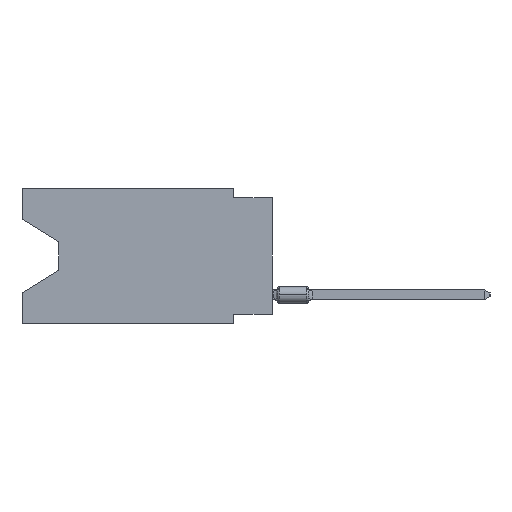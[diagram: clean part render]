
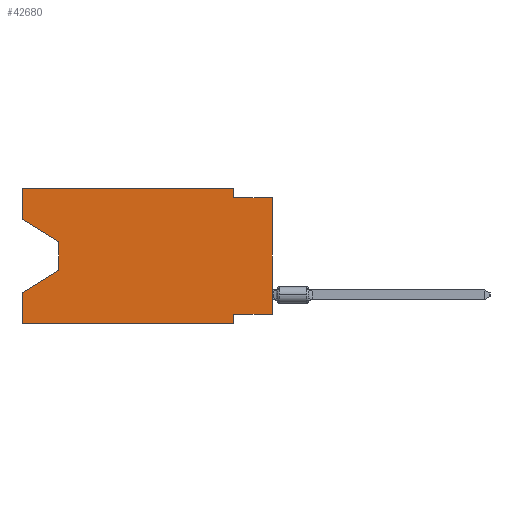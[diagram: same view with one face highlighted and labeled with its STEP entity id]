
A CAD part, left-side view. The second image highlights one B-rep face of the part: STEP entity #42680.
In plain terms, the highlighted planar face has unit normal (-1, 0, 0).
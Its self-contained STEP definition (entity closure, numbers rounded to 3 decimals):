
#71 = ORIENTED_EDGE ( 'NONE', *, *, #788, .F. ) ;
#788 = EDGE_CURVE ( 'NONE', #15147, #33457, #20028, .T. ) ;
#1055 = ORIENTED_EDGE ( 'NONE', *, *, #6640, .F. ) ;
#1256 = ORIENTED_EDGE ( 'NONE', *, *, #61949, .T. ) ;
#1394 = LINE ( 'NONE', #56850, #9525 ) ;
#1980 = AXIS2_PLACEMENT_3D ( 'NONE', #27084, #37508, #12706 ) ;
#2954 = VERTEX_POINT ( 'NONE', #40824 ) ;
#3136 = DIRECTION ( 'NONE',  ( 0., 0.855, -0.519 ) ) ;
#4147 = EDGE_CURVE ( 'NONE', #33457, #61455, #8135, .T. ) ;
#5444 = VERTEX_POINT ( 'NONE', #14147 ) ;
#6595 = CARTESIAN_POINT ( 'NONE',  ( 0., 16.383, 0. ) ) ;
#6640 = EDGE_CURVE ( 'NONE', #61455, #2954, #53634, .T. ) ;
#7266 = CARTESIAN_POINT ( 'NONE',  ( 0., 0., -8.255 ) ) ;
#7660 = LINE ( 'NONE', #56617, #26027 ) ;
#7913 = CARTESIAN_POINT ( 'NONE',  ( 0., 13.97, -3.505 ) ) ;
#8135 = LINE ( 'NONE', #9091, #28551 ) ;
#9091 = CARTESIAN_POINT ( 'NONE',  ( 0., 16.383, 0. ) ) ;
#9525 = VECTOR ( 'NONE', #26525, 1000. ) ;
#10053 = VECTOR ( 'NONE', #33670, 1000. ) ;
#10442 = DIRECTION ( 'NONE',  ( 0., -0.855, -0.519 ) ) ;
#10848 = LINE ( 'NONE', #6595, #52175 ) ;
#12334 = ORIENTED_EDGE ( 'NONE', *, *, #29431, .F. ) ;
#12706 = DIRECTION ( 'NONE',  ( 0., 0., -1. ) ) ;
#12717 = VECTOR ( 'NONE', #20672, 1000. ) ;
#14147 = CARTESIAN_POINT ( 'NONE',  ( 0., 2.54, -8.255 ) ) ;
#14989 = ORIENTED_EDGE ( 'NONE', *, *, #37926, .T. ) ;
#15023 = LINE ( 'NONE', #24500, #48110 ) ;
#15147 = VERTEX_POINT ( 'NONE', #34149 ) ;
#15788 = CARTESIAN_POINT ( 'NONE',  ( 0., 16.383, 0. ) ) ;
#17124 = DIRECTION ( 'NONE',  ( 0., 0., 1. ) ) ;
#17180 = CARTESIAN_POINT ( 'NONE',  ( 0., 13.97, -5.385 ) ) ;
#17927 = PLANE ( 'NONE',  #1980 ) ;
#18168 = CARTESIAN_POINT ( 'NONE',  ( 0., 0., -8.255 ) ) ;
#18345 = CARTESIAN_POINT ( 'NONE',  ( 0., 0., -0.635 ) ) ;
#19273 = ORIENTED_EDGE ( 'NONE', *, *, #28750, .T. ) ;
#20028 = LINE ( 'NONE', #15788, #12717 ) ;
#20476 = VERTEX_POINT ( 'NONE', #33486 ) ;
#20672 = DIRECTION ( 'NONE',  ( 0., 0., 1. ) ) ;
#22078 = LINE ( 'NONE', #17180, #27234 ) ;
#22331 = VERTEX_POINT ( 'NONE', #61420 ) ;
#24486 = CARTESIAN_POINT ( 'NONE',  ( 0., 2.54, 0. ) ) ;
#24500 = CARTESIAN_POINT ( 'NONE',  ( 0., 16.383, -2.038 ) ) ;
#25754 = ORIENTED_EDGE ( 'NONE', *, *, #29601, .F. ) ;
#26027 = VECTOR ( 'NONE', #17124, 1000. ) ;
#26370 = VERTEX_POINT ( 'NONE', #60148 ) ;
#26525 = DIRECTION ( 'NONE',  ( 0., 0., -1. ) ) ;
#27030 = ORIENTED_EDGE ( 'NONE', *, *, #4147, .F. ) ;
#27084 = CARTESIAN_POINT ( 'NONE',  ( 0., 16.383, 0. ) ) ;
#27234 = VECTOR ( 'NONE', #3136, 1000. ) ;
#27581 = DIRECTION ( 'NONE',  ( 0., 0., -1. ) ) ;
#28551 = VECTOR ( 'NONE', #33254, 1000. ) ;
#28750 = EDGE_CURVE ( 'NONE', #22331, #63647, #52621, .T. ) ;
#29431 = EDGE_CURVE ( 'NONE', #43110, #5444, #46752, .T. ) ;
#29601 = EDGE_CURVE ( 'NONE', #2954, #26370, #63694, .T. ) ;
#30470 = CARTESIAN_POINT ( 'NONE',  ( 0., 16.383, -6.852 ) ) ;
#33254 = DIRECTION ( 'NONE',  ( 0., -1., 0. ) ) ;
#33457 = VERTEX_POINT ( 'NONE', #44548 ) ;
#33486 = CARTESIAN_POINT ( 'NONE',  ( 0., 2.54, -8.89 ) ) ;
#33670 = DIRECTION ( 'NONE',  ( 0., 0., -1. ) ) ;
#33944 = VECTOR ( 'NONE', #43456, 1000. ) ;
#34149 = CARTESIAN_POINT ( 'NONE',  ( 0., 16.383, -2.038 ) ) ;
#35106 = EDGE_CURVE ( 'NONE', #41793, #50558, #10848, .T. ) ;
#36779 = LINE ( 'NONE', #60950, #60656 ) ;
#37111 = VECTOR ( 'NONE', #27581, 1000. ) ;
#37508 = DIRECTION ( 'NONE',  ( 1., 0., 0. ) ) ;
#37597 = EDGE_CURVE ( 'NONE', #5444, #20476, #1394, .T. ) ;
#37926 = EDGE_CURVE ( 'NONE', #15147, #22331, #15023, .T. ) ;
#40824 = CARTESIAN_POINT ( 'NONE',  ( 0., 2.54, -0.635 ) ) ;
#41793 = VERTEX_POINT ( 'NONE', #51144 ) ;
#42407 = FACE_OUTER_BOUND ( 'NONE', #54137, .T. ) ;
#42680 = ADVANCED_FACE ( 'NONE', ( #42407 ), #17927, .F. ) ;
#43110 = VERTEX_POINT ( 'NONE', #18168 ) ;
#43422 = EDGE_CURVE ( 'NONE', #43110, #26370, #7660, .T. ) ;
#43456 = DIRECTION ( 'NONE',  ( 0., -1., 0. ) ) ;
#44548 = CARTESIAN_POINT ( 'NONE',  ( 0., 16.383, 0. ) ) ;
#46087 = DIRECTION ( 'NONE',  ( 0., 0., 1. ) ) ;
#46752 = LINE ( 'NONE', #7266, #48634 ) ;
#47055 = EDGE_CURVE ( 'NONE', #63647, #50558, #22078, .T. ) ;
#48110 = VECTOR ( 'NONE', #10442, 1000. ) ;
#48634 = VECTOR ( 'NONE', #56551, 1000. ) ;
#50558 = VERTEX_POINT ( 'NONE', #30470 ) ;
#51144 = CARTESIAN_POINT ( 'NONE',  ( 0., 16.383, -8.89 ) ) ;
#52175 = VECTOR ( 'NONE', #46087, 1000. ) ;
#52621 = LINE ( 'NONE', #7913, #10053 ) ;
#52829 = ORIENTED_EDGE ( 'NONE', *, *, #35106, .F. ) ;
#53634 = LINE ( 'NONE', #63442, #37111 ) ;
#54137 = EDGE_LOOP ( 'NONE', ( #14989, #19273, #59446, #52829, #1256, #55838, #12334, #60864, #25754, #1055, #27030, #71 ) ) ;
#55838 = ORIENTED_EDGE ( 'NONE', *, *, #37597, .F. ) ;
#56332 = CARTESIAN_POINT ( 'NONE',  ( 0., 13.97, -5.385 ) ) ;
#56371 = DIRECTION ( 'NONE',  ( 0., -1., 0. ) ) ;
#56551 = DIRECTION ( 'NONE',  ( 0., 1., 0. ) ) ;
#56617 = CARTESIAN_POINT ( 'NONE',  ( 0., 0., 0. ) ) ;
#56850 = CARTESIAN_POINT ( 'NONE',  ( 0., 2.54, -8.89 ) ) ;
#59446 = ORIENTED_EDGE ( 'NONE', *, *, #47055, .T. ) ;
#60148 = CARTESIAN_POINT ( 'NONE',  ( 0., 0., -0.635 ) ) ;
#60656 = VECTOR ( 'NONE', #56371, 1000. ) ;
#60864 = ORIENTED_EDGE ( 'NONE', *, *, #43422, .T. ) ;
#60950 = CARTESIAN_POINT ( 'NONE',  ( 0., 16.383, -8.89 ) ) ;
#61420 = CARTESIAN_POINT ( 'NONE',  ( 0., 13.97, -3.505 ) ) ;
#61455 = VERTEX_POINT ( 'NONE', #24486 ) ;
#61949 = EDGE_CURVE ( 'NONE', #41793, #20476, #36779, .T. ) ;
#63442 = CARTESIAN_POINT ( 'NONE',  ( 0., 2.54, 0. ) ) ;
#63647 = VERTEX_POINT ( 'NONE', #56332 ) ;
#63694 = LINE ( 'NONE', #18345, #33944 ) ;
